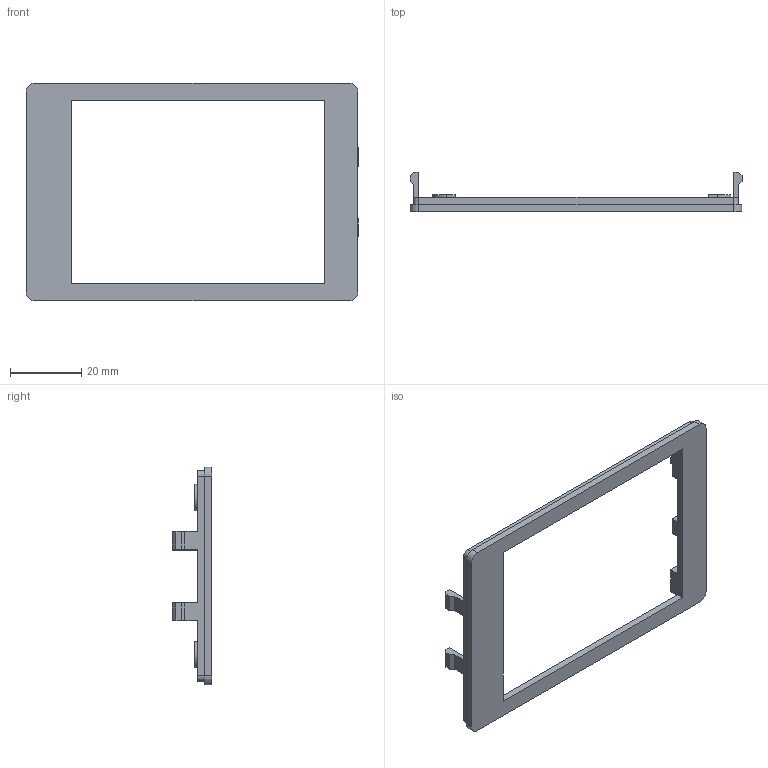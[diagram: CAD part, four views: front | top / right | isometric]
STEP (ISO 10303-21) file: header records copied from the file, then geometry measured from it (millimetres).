
FILE_DESCRIPTION(/* description */ (''),/* implementation_level */ '2;1');
FILE_NAME(/* name */ 'tapper_enclosure_top.step',/* time_stamp */ '2020-11-14T20:20:56-08:00',/* author */ (''),/* organization */ (''),/* preprocessor_version */ 'ST-DEVELOPER v18.1',/* originating_system */ 'Autodesk Translation Framework v9.3.0.1241',/* authorisation */ '');
FILE_SCHEMA (('AUTOMOTIVE_DESIGN { 1 0 10303 214 3 1 1 }'));
Length unit declared in the file: millimetre
Products named in the file (2): TapperEnclosureAssy; Top
Assembly tree (1 placements, depth 2):
  TapperEnclosureAssy
    Top
Bounding box: 93 x 11 x 61 mm (x, y, z)
Volume: 5247.2 mm3; surface area: 7175.2 mm2
Topology: 1 solids, 1 shells, 91 faces, 252 edges, 168 vertices
Faces by surface type: plane 71, cylinder 20
Full cylindrical faces by diameter (mm): 3.2 x4
Entity records: 2943 total; most frequent: CARTESIAN_POINT 514, ORIENTED_EDGE 504, DIRECTION 480, EDGE_CURVE 252, LINE 212, VECTOR 212, VERTEX_POINT 168, AXIS2_PLACEMENT_3D 134
